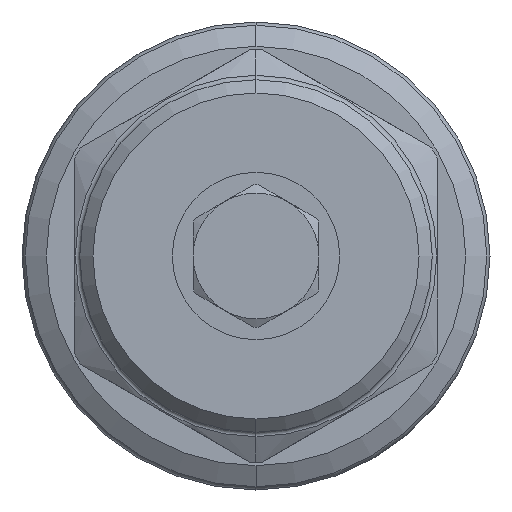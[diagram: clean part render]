
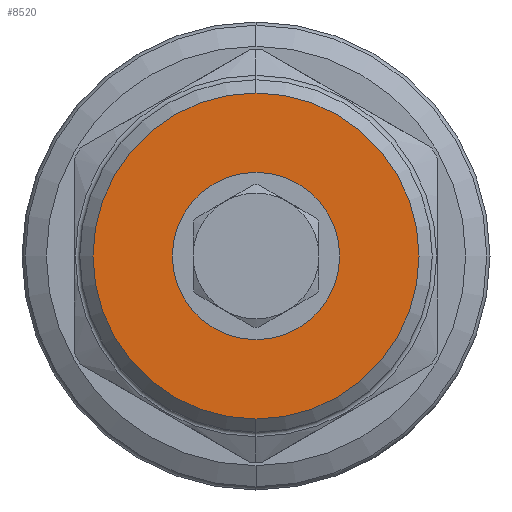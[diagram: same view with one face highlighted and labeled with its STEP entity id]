
A CAD part, left-side view. The second image highlights one B-rep face of the part: STEP entity #8520.
In plain terms, the highlighted planar face has unit normal (-1, 0, 0).
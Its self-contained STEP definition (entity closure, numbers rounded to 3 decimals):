
#255 = DIRECTION ( 'NONE',  ( 0., 0., 1. ) ) ;
#576 = DIRECTION ( 'NONE',  ( 0., 0., 1. ) ) ;
#713 = CARTESIAN_POINT ( 'NONE',  ( -60.611, 0., 18.5 ) ) ;
#1609 = CARTESIAN_POINT ( 'NONE',  ( -60.611, 0., 0. ) ) ;
#1747 = CIRCLE ( 'NONE', #2725, 9.5 ) ;
#1935 = CARTESIAN_POINT ( 'NONE',  ( -60.611, 0., 9.5 ) ) ;
#1989 = ORIENTED_EDGE ( 'NONE', *, *, #4465, .F. ) ;
#2017 = DIRECTION ( 'NONE',  ( 0., 0., 1. ) ) ;
#2209 = FACE_OUTER_BOUND ( 'NONE', #5844, .T. ) ;
#2337 = AXIS2_PLACEMENT_3D ( 'NONE', #7417, #3268, #576 ) ;
#2342 = DIRECTION ( 'NONE',  ( -1., 0., 0. ) ) ;
#2362 = EDGE_CURVE ( 'NONE', #8193, #3935, #7016, .T. ) ;
#2488 = EDGE_CURVE ( 'NONE', #8057, #5737, #1747, .T. ) ;
#2720 = DIRECTION ( 'NONE',  ( -1., 0., 0. ) ) ;
#2725 = AXIS2_PLACEMENT_3D ( 'NONE', #6425, #2938, #255 ) ;
#2934 = ORIENTED_EDGE ( 'NONE', *, *, #2488, .F. ) ;
#2938 = DIRECTION ( 'NONE',  ( -1., 0., 0. ) ) ;
#3172 = DIRECTION ( 'NONE',  ( 0., 0., 1. ) ) ;
#3268 = DIRECTION ( 'NONE',  ( -1., 0., 0. ) ) ;
#3342 = CARTESIAN_POINT ( 'NONE',  ( -60.611, 0., 0. ) ) ;
#3374 = EDGE_CURVE ( 'NONE', #3935, #8193, #3446, .T. ) ;
#3446 = CIRCLE ( 'NONE', #4137, 18.5 ) ;
#3935 = VERTEX_POINT ( 'NONE', #713 ) ;
#4137 = AXIS2_PLACEMENT_3D ( 'NONE', #1609, #2342, #3172 ) ;
#4409 = ORIENTED_EDGE ( 'NONE', *, *, #3374, .T. ) ;
#4465 = EDGE_CURVE ( 'NONE', #5737, #8057, #8113, .T. ) ;
#4526 = CARTESIAN_POINT ( 'NONE',  ( -60.611, 0., -9.5 ) ) ;
#5183 = AXIS2_PLACEMENT_3D ( 'NONE', #3342, #2720, #2017 ) ;
#5310 = PLANE ( 'NONE',  #2337 ) ;
#5694 = EDGE_LOOP ( 'NONE', ( #2934, #1989 ) ) ;
#5737 = VERTEX_POINT ( 'NONE', #4526 ) ;
#5844 = EDGE_LOOP ( 'NONE', ( #7006, #4409 ) ) ;
#6425 = CARTESIAN_POINT ( 'NONE',  ( -60.611, 0., 0. ) ) ;
#6432 = DIRECTION ( 'NONE',  ( 0., 0., 1. ) ) ;
#7006 = ORIENTED_EDGE ( 'NONE', *, *, #2362, .T. ) ;
#7016 = CIRCLE ( 'NONE', #5183, 18.5 ) ;
#7304 = AXIS2_PLACEMENT_3D ( 'NONE', #7776, #7750, #6432 ) ;
#7417 = CARTESIAN_POINT ( 'NONE',  ( -60.611, 0., 0. ) ) ;
#7750 = DIRECTION ( 'NONE',  ( -1., 0., 0. ) ) ;
#7776 = CARTESIAN_POINT ( 'NONE',  ( -60.611, 0., 0. ) ) ;
#8057 = VERTEX_POINT ( 'NONE', #1935 ) ;
#8113 = CIRCLE ( 'NONE', #7304, 9.5 ) ;
#8182 = FACE_BOUND ( 'NONE', #5694, .T. ) ;
#8193 = VERTEX_POINT ( 'NONE', #8197 ) ;
#8197 = CARTESIAN_POINT ( 'NONE',  ( -60.611, 0., -18.5 ) ) ;
#8520 = ADVANCED_FACE ( 'NONE', ( #2209, #8182 ), #5310, .T. ) ;
